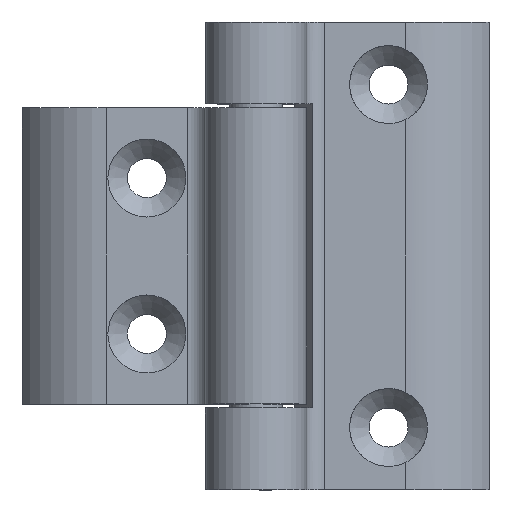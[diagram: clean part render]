
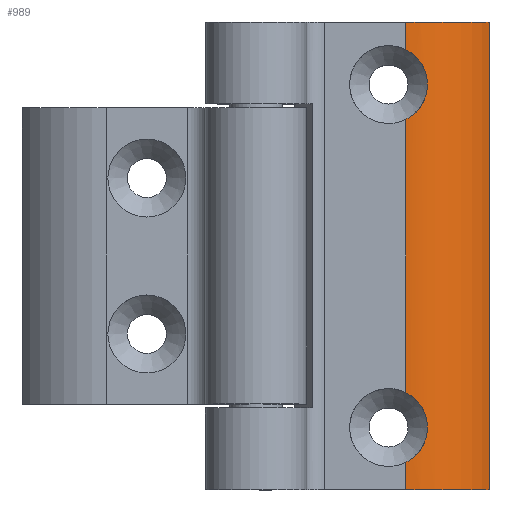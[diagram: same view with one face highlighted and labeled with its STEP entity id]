
A CAD part, top view. The second image highlights one B-rep face of the part: STEP entity #989.
In plain terms, the highlighted cylindrical face has radius 12 mm (diameter 24 mm), a partial arc.
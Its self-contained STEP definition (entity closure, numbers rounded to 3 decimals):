
#73=B_SPLINE_CURVE_WITH_KNOTS('',3,(#1558,#1559,#1560,#1561,#1562,#1563,
#1564,#1565,#1566,#1567,#1568,#1569,#1570,#1571,#1572),.UNSPECIFIED.,.F.,
 .F.,(4,2,2,3,2,2,4),(-0.539,-0.38,-0.19,
0.,0.19,0.38,0.539),.UNSPECIFIED.);
#74=B_SPLINE_CURVE_WITH_KNOTS('',3,(#1580,#1581,#1582,#1583,#1584,#1585,
#1586,#1587,#1588,#1589,#1590,#1591,#1592,#1593,#1594),.UNSPECIFIED.,.F.,
 .F.,(4,2,2,3,2,2,4),(-0.539,-0.38,-0.19,
0.,0.19,0.38,0.539),.UNSPECIFIED.);
#79=B_SPLINE_CURVE_WITH_KNOTS('',3,(#1750,#1751,#1752,#1753),
 .UNSPECIFIED.,.F.,.F.,(4,4),(0.,6.),.UNSPECIFIED.);
#96=CYLINDRICAL_SURFACE('',#1157,12.);
#130=FACE_OUTER_BOUND('',#184,.T.);
#184=EDGE_LOOP('',(#813,#814,#815,#816,#817,#818,#819,#820));
#222=LINE('',#1600,#291);
#223=LINE('',#1602,#292);
#227=LINE('',#1609,#296);
#291=VECTOR('',#1272,10.);
#292=VECTOR('',#1273,10.);
#296=VECTOR('',#1277,10.);
#383=CIRCLE('',#1156,12.);
#384=CIRCLE('',#1158,12.);
#428=VERTEX_POINT('',#1556);
#429=VERTEX_POINT('',#1557);
#431=VERTEX_POINT('',#1578);
#432=VERTEX_POINT('',#1579);
#434=VERTEX_POINT('',#1601);
#437=VERTEX_POINT('',#1607);
#473=VERTEX_POINT('',#1744);
#474=VERTEX_POINT('',#1749);
#534=EDGE_CURVE('',#428,#429,#73,.T.);
#538=EDGE_CURVE('',#431,#432,#74,.T.);
#542=EDGE_CURVE('',#428,#432,#222,.T.);
#543=EDGE_CURVE('',#431,#434,#223,.T.);
#547=EDGE_CURVE('',#437,#429,#227,.T.);
#597=EDGE_CURVE('',#473,#474,#79,.T.);
#601=EDGE_CURVE('',#474,#437,#383,.T.);
#602=EDGE_CURVE('',#434,#473,#384,.T.);
#813=ORIENTED_EDGE('',*,*,#534,.T.);
#814=ORIENTED_EDGE('',*,*,#547,.F.);
#815=ORIENTED_EDGE('',*,*,#601,.F.);
#816=ORIENTED_EDGE('',*,*,#597,.F.);
#817=ORIENTED_EDGE('',*,*,#602,.F.);
#818=ORIENTED_EDGE('',*,*,#543,.F.);
#819=ORIENTED_EDGE('',*,*,#538,.T.);
#820=ORIENTED_EDGE('',*,*,#542,.F.);
#989=ADVANCED_FACE('',(#130),#96,.T.);
#1156=AXIS2_PLACEMENT_3D('',#1762,#1372,#1373);
#1157=AXIS2_PLACEMENT_3D('',#1763,#1374,#1375);
#1158=AXIS2_PLACEMENT_3D('',#1764,#1376,#1377);
#1272=DIRECTION('',(0.,1.,0.));
#1273=DIRECTION('',(0.,1.,0.));
#1277=DIRECTION('',(0.,1.,0.));
#1372=DIRECTION('center_axis',(0.,-1.,0.));
#1373=DIRECTION('ref_axis',(0.,0.,1.));
#1374=DIRECTION('center_axis',(0.,1.,0.));
#1375=DIRECTION('ref_axis',(0.,0.,1.));
#1376=DIRECTION('center_axis',(0.,1.,0.));
#1377=DIRECTION('ref_axis',(0.,0.,1.));
#1556=CARTESIAN_POINT('',(19.185,-17.503,-4.5));
#1557=CARTESIAN_POINT('',(19.185,-26.497,-4.5));
#1558=CARTESIAN_POINT('Ctrl Pts',(19.185,-17.503,-4.5));
#1559=CARTESIAN_POINT('Ctrl Pts',(19.688,-17.747,-4.5));
#1560=CARTESIAN_POINT('Ctrl Pts',(20.146,-18.078,-4.533));
#1561=CARTESIAN_POINT('Ctrl Pts',(20.969,-18.894,-4.625));
#1562=CARTESIAN_POINT('Ctrl Pts',(21.357,-19.457,-4.695));
#1563=CARTESIAN_POINT('Ctrl Pts',(21.872,-20.693,-4.802));
#1564=CARTESIAN_POINT('Ctrl Pts',(22.,-21.367,-4.835));
#1565=CARTESIAN_POINT('Ctrl Pts',(22.,-22.,-4.835));
#1566=CARTESIAN_POINT('Ctrl Pts',(22.,-22.633,-4.835));
#1567=CARTESIAN_POINT('Ctrl Pts',(21.872,-23.307,-4.802));
#1568=CARTESIAN_POINT('Ctrl Pts',(21.357,-24.543,-4.695));
#1569=CARTESIAN_POINT('Ctrl Pts',(20.969,-25.106,-4.625));
#1570=CARTESIAN_POINT('Ctrl Pts',(20.146,-25.922,-4.533));
#1571=CARTESIAN_POINT('Ctrl Pts',(19.688,-26.253,-4.5));
#1572=CARTESIAN_POINT('Ctrl Pts',(19.185,-26.497,-4.5));
#1578=CARTESIAN_POINT('',(19.185,26.497,-4.5));
#1579=CARTESIAN_POINT('',(19.185,17.503,-4.5));
#1580=CARTESIAN_POINT('Ctrl Pts',(19.185,26.497,-4.5));
#1581=CARTESIAN_POINT('Ctrl Pts',(19.688,26.253,-4.5));
#1582=CARTESIAN_POINT('Ctrl Pts',(20.146,25.922,-4.533));
#1583=CARTESIAN_POINT('Ctrl Pts',(20.969,25.106,-4.625));
#1584=CARTESIAN_POINT('Ctrl Pts',(21.357,24.543,-4.695));
#1585=CARTESIAN_POINT('Ctrl Pts',(21.872,23.307,-4.802));
#1586=CARTESIAN_POINT('Ctrl Pts',(22.,22.633,-4.835));
#1587=CARTESIAN_POINT('Ctrl Pts',(22.,22.,-4.835));
#1588=CARTESIAN_POINT('Ctrl Pts',(22.,21.367,-4.835));
#1589=CARTESIAN_POINT('Ctrl Pts',(21.872,20.693,-4.802));
#1590=CARTESIAN_POINT('Ctrl Pts',(21.357,19.457,-4.695));
#1591=CARTESIAN_POINT('Ctrl Pts',(20.969,18.894,-4.625));
#1592=CARTESIAN_POINT('Ctrl Pts',(20.146,18.078,-4.533));
#1593=CARTESIAN_POINT('Ctrl Pts',(19.688,17.747,-4.5));
#1594=CARTESIAN_POINT('Ctrl Pts',(19.185,17.503,-4.5));
#1600=CARTESIAN_POINT('',(19.185,0.,-4.5));
#1601=CARTESIAN_POINT('',(19.185,30.,-4.5));
#1602=CARTESIAN_POINT('',(19.185,0.,-4.5));
#1607=CARTESIAN_POINT('',(19.185,-30.,-4.5));
#1609=CARTESIAN_POINT('',(19.185,0.,-4.5));
#1744=CARTESIAN_POINT('',(29.914,30.,-11.125));
#1749=CARTESIAN_POINT('',(29.914,-30.,-11.125));
#1750=CARTESIAN_POINT('Ctrl Pts',(29.914,30.,-11.125));
#1751=CARTESIAN_POINT('Ctrl Pts',(29.914,10.,-11.125));
#1752=CARTESIAN_POINT('Ctrl Pts',(29.914,-10.,-11.125));
#1753=CARTESIAN_POINT('Ctrl Pts',(29.914,-30.,-11.125));
#1762=CARTESIAN_POINT('Origin',(19.185,-30.,-16.5));
#1763=CARTESIAN_POINT('Origin',(19.185,0.,-16.5));
#1764=CARTESIAN_POINT('Origin',(19.185,30.,-16.5));
